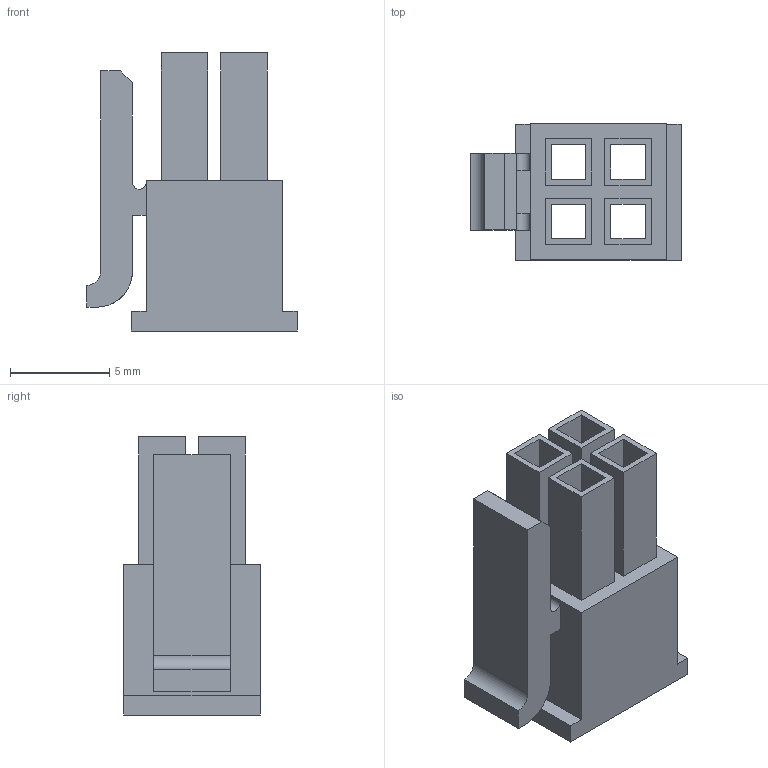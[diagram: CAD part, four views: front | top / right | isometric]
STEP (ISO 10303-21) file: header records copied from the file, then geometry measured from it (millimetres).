
FILE_DESCRIPTION( ( 'Unknown' ), '1' );
FILE_NAME( '662004113322.stp', 'Unknown', ( 'Unknown' ), ( 'Unknown' ), 'PSStep 14.0', 'Unknown', ' ' );
FILE_SCHEMA( ( 'AUTOMOTIVE_DESIGN { 1 0 10303 214 1 1 1 1 }' ) );
Length unit declared in the file: millimetre
Products named in the file (1): 1
Bounding box: 10.6 x 6.85 x 14 mm (x, y, z)
Volume: 297.1 mm3; surface area: 1186.1 mm2
Topology: 1 solids, 1 shells, 86 faces, 228 edges, 152 vertices
Faces by surface type: plane 82, cylinder 4
Entity records: 3346 total; most frequent: CARTESIAN_POINT 467, ORIENTED_EDGE 456, DIRECTION 412, EDGE_CURVE 228, LINE 218, VECTOR 218, VERTEX_POINT 152, EDGE_LOOP 104
